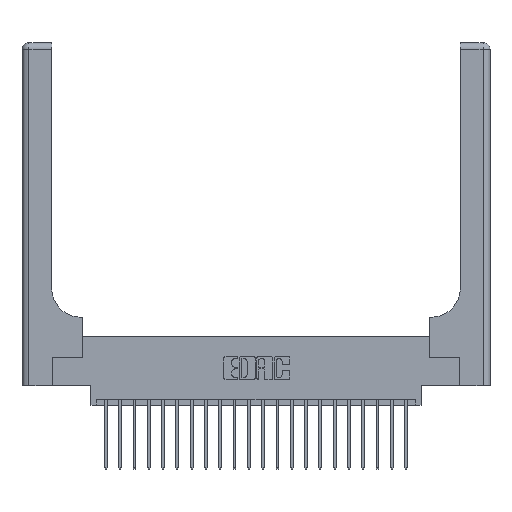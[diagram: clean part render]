
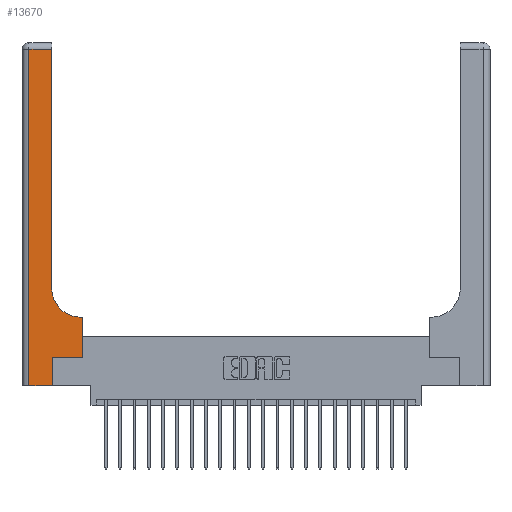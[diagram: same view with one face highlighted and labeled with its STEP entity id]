
A CAD part, top view. The second image highlights one B-rep face of the part: STEP entity #13670.
In plain terms, the highlighted planar face has unit normal (0, 0, 1).
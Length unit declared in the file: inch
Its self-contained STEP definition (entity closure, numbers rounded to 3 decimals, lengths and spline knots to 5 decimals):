
#145 = VERTEX_POINT ( 'NONE', #1427 ) ;
#556 = DIRECTION ( 'NONE',  ( -1., 0., 0. ) ) ;
#1413 = EDGE_CURVE ( 'NONE', #15413, #13728, #6856, .T. ) ;
#1427 = CARTESIAN_POINT ( 'NONE',  ( 0.528, 0.6, 0.37 ) ) ;
#1914 = CARTESIAN_POINT ( 'NONE',  ( 0.06, 2.94, 0.37 ) ) ;
#2217 = CARTESIAN_POINT ( 'NONE',  ( 0.528, 0.25, 0.37 ) ) ;
#2302 = VECTOR ( 'NONE', #3179, 39.37008 ) ;
#2552 = EDGE_CURVE ( 'NONE', #7033, #15413, #3284, .T. ) ;
#2838 = AXIS2_PLACEMENT_3D ( 'NONE', #8322, #20419, #10071 ) ;
#2845 = LINE ( 'NONE', #3754, #6945 ) ;
#3179 = DIRECTION ( 'NONE',  ( -1., 0., 0. ) ) ;
#3284 = LINE ( 'NONE', #6324, #11961 ) ;
#3313 = VECTOR ( 'NONE', #15135, 39.37008 ) ;
#3451 = ORIENTED_EDGE ( 'NONE', *, *, #20035, .T. ) ;
#3508 = CARTESIAN_POINT ( 'NONE',  ( 0., 3., 0.37 ) ) ;
#3754 = CARTESIAN_POINT ( 'NONE',  ( 0.528, 0.25, 0.37 ) ) ;
#3912 = ORIENTED_EDGE ( 'NONE', *, *, #6265, .T. ) ;
#4617 = ORIENTED_EDGE ( 'NONE', *, *, #17284, .T. ) ;
#5262 = DIRECTION ( 'NONE',  ( 0., 0., -1. ) ) ;
#5634 = ORIENTED_EDGE ( 'NONE', *, *, #12067, .T. ) ;
#6265 = EDGE_CURVE ( 'NONE', #7306, #145, #2845, .T. ) ;
#6324 = CARTESIAN_POINT ( 'NONE',  ( 0., 0., 0.37 ) ) ;
#6856 = LINE ( 'NONE', #10297, #20648 ) ;
#6945 = VECTOR ( 'NONE', #10726, 39.37008 ) ;
#7033 = VERTEX_POINT ( 'NONE', #15321 ) ;
#7224 = ORIENTED_EDGE ( 'NONE', *, *, #15487, .T. ) ;
#7306 = VERTEX_POINT ( 'NONE', #2217 ) ;
#7603 = VERTEX_POINT ( 'NONE', #18725 ) ;
#7976 = AXIS2_PLACEMENT_3D ( 'NONE', #3508, #5262, #17366 ) ;
#8050 = DIRECTION ( 'NONE',  ( 1., 0., 0. ) ) ;
#8322 = CARTESIAN_POINT ( 'NONE',  ( 0.51, 0.85, 0.37 ) ) ;
#8400 = VECTOR ( 'NONE', #14707, 39.37008 ) ;
#8681 = EDGE_CURVE ( 'NONE', #7603, #22389, #12972, .T. ) ;
#9103 = CIRCLE ( 'NONE', #2838, 0.25 ) ;
#10071 = DIRECTION ( 'NONE',  ( 1., 0., 0. ) ) ;
#10297 = CARTESIAN_POINT ( 'NONE',  ( 0.265, 0., 0.37 ) ) ;
#10726 = DIRECTION ( 'NONE',  ( 0., 1., 0. ) ) ;
#10789 = CARTESIAN_POINT ( 'NONE',  ( 0.06, 3., 0.37 ) ) ;
#11903 = LINE ( 'NONE', #10789, #16501 ) ;
#11961 = VECTOR ( 'NONE', #8050, 39.37008 ) ;
#12067 = EDGE_CURVE ( 'NONE', #12090, #7603, #9103, .T. ) ;
#12090 = VERTEX_POINT ( 'NONE', #17009 ) ;
#12522 = DIRECTION ( 'NONE',  ( 0., -1., 0. ) ) ;
#12530 = LINE ( 'NONE', #13399, #3313 ) ;
#12600 = CARTESIAN_POINT ( 'NONE',  ( 0., 2.94, 0.37 ) ) ;
#12972 = LINE ( 'NONE', #16396, #8400 ) ;
#13328 = FACE_OUTER_BOUND ( 'NONE', #13811, .T. ) ;
#13399 = CARTESIAN_POINT ( 'NONE',  ( 0.265, 0.25, 0.37 ) ) ;
#13670 = ADVANCED_FACE ( 'NONE', ( #13328 ), #13872, .F. ) ;
#13728 = VERTEX_POINT ( 'NONE', #17518 ) ;
#13811 = EDGE_LOOP ( 'NONE', ( #19984, #20680, #3451, #14916, #14944, #4617, #3912, #7224, #5634 ) ) ;
#13872 = PLANE ( 'NONE',  #7976 ) ;
#14707 = DIRECTION ( 'NONE',  ( 0., 1., 0. ) ) ;
#14841 = CARTESIAN_POINT ( 'NONE',  ( 0.26, 2.94, 0.37 ) ) ;
#14916 = ORIENTED_EDGE ( 'NONE', *, *, #2552, .T. ) ;
#14944 = ORIENTED_EDGE ( 'NONE', *, *, #1413, .T. ) ;
#15135 = DIRECTION ( 'NONE',  ( 1., 0., 0. ) ) ;
#15209 = EDGE_CURVE ( 'NONE', #22389, #19975, #20480, .T. ) ;
#15321 = CARTESIAN_POINT ( 'NONE',  ( 0.06, 0., 0.37 ) ) ;
#15413 = VERTEX_POINT ( 'NONE', #20378 ) ;
#15487 = EDGE_CURVE ( 'NONE', #145, #12090, #16125, .T. ) ;
#15867 = VECTOR ( 'NONE', #556, 39.37008 ) ;
#16125 = LINE ( 'NONE', #18718, #2302 ) ;
#16396 = CARTESIAN_POINT ( 'NONE',  ( 0.26, 3., 0.37 ) ) ;
#16501 = VECTOR ( 'NONE', #12522, 39.37008 ) ;
#17009 = CARTESIAN_POINT ( 'NONE',  ( 0.51, 0.6, 0.37 ) ) ;
#17284 = EDGE_CURVE ( 'NONE', #13728, #7306, #12530, .T. ) ;
#17366 = DIRECTION ( 'NONE',  ( -1., 0., 0. ) ) ;
#17518 = CARTESIAN_POINT ( 'NONE',  ( 0.265, 0.25, 0.37 ) ) ;
#18718 = CARTESIAN_POINT ( 'NONE',  ( 0.26, 0.6, 0.37 ) ) ;
#18725 = CARTESIAN_POINT ( 'NONE',  ( 0.26, 0.85, 0.37 ) ) ;
#19975 = VERTEX_POINT ( 'NONE', #1914 ) ;
#19984 = ORIENTED_EDGE ( 'NONE', *, *, #8681, .T. ) ;
#20035 = EDGE_CURVE ( 'NONE', #19975, #7033, #11903, .T. ) ;
#20378 = CARTESIAN_POINT ( 'NONE',  ( 0.265, 0., 0.37 ) ) ;
#20419 = DIRECTION ( 'NONE',  ( 0., 0., -1. ) ) ;
#20480 = LINE ( 'NONE', #12600, #15867 ) ;
#20648 = VECTOR ( 'NONE', #20652, 39.37008 ) ;
#20652 = DIRECTION ( 'NONE',  ( 0., 1., 0. ) ) ;
#20680 = ORIENTED_EDGE ( 'NONE', *, *, #15209, .T. ) ;
#22389 = VERTEX_POINT ( 'NONE', #14841 ) ;
